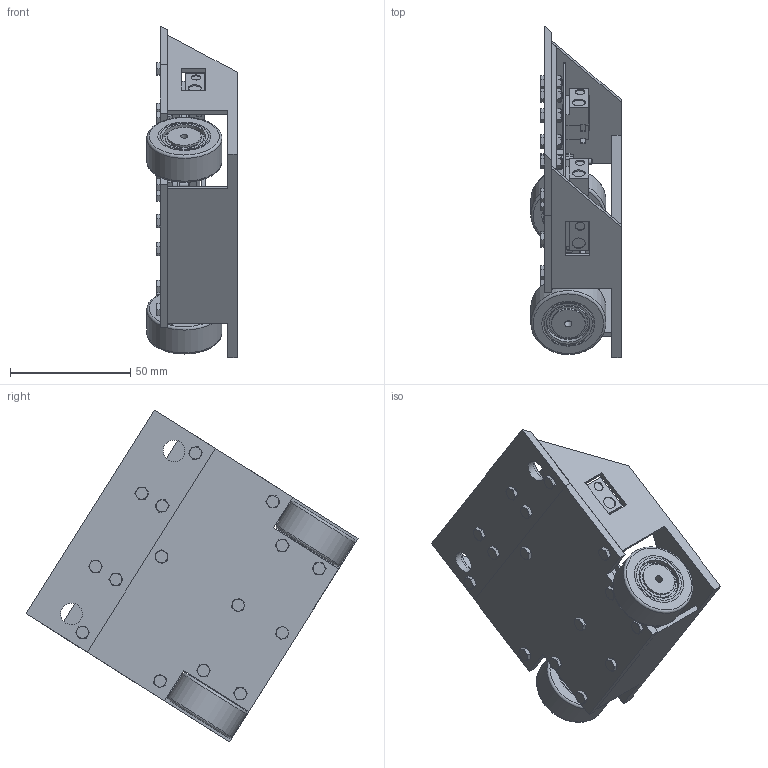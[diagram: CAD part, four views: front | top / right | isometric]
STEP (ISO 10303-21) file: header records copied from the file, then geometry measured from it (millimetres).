
FILE_DESCRIPTION(/* description */ (''),/* implementation_level */ '2;1');
FILE_NAME(/* name */ '2. P+K+O+PCB.stp',/* time_stamp */ '2016-11-21T09:34:28-08:00',/* author */ ('Shichi'),/* organization */ (''),/* preprocessor_version */ 'ST-DEVELOPER v16.5',/* originating_system */ 'Autodesk Inventor 2017',/* authorisation */ '');
FILE_SCHEMA (('AUTOMOTIVE_DESIGN { 1 0 10303 214 3 1 1 }'));
Products named in the file (24): 2. P+K+O+PCB; Podstawa+Kola+Obudowa; Podstawa_zlozona+Sruby; Podstawa_zlozona; Podstawa; Podstawa_1; Ostrze; AS 1110 - M2,5 x 8; AS 1110 - M2,5 x 12; AS 1110 - M2,5 x 20; AS 1110 - M2,5 x 25; Podstawa+silnik; Kolo+Opona; Opona; Kolo; POLOLU+mocowanie; Mounting_bracket; motor; obudowa; PCB + czujniki; PCB; czujnik; Podkladka; AS 1112 - M2,5  Type 5
Assembly tree (52 placements, depth 5):
  2. P+K+O+PCB
    Podstawa+Kola+Obudowa
      Podstawa_zlozona+Sruby
        Podstawa_zlozona
          Podstawa
          Podstawa_1
          Ostrze
        AS 1110 - M2,5 x 12  x6
        AS 1110 - M2,5 x 8  x6
        AS 1112 - M2,5  Type 5  x6
        AS 1110 - M2,5 x 20
        AS 1110 - M2,5 x 25  x2
      Podstawa+silnik  x2
        Kolo+Opona
          Opona
          Kolo
        POLOLU+mocowanie
          Mounting_bracket
          motor
      obudowa
      AS 1112 - M2,5  Type 5  x4
      Podkladka  x2
    PCB + czujniki
      PCB
      czujnik  x4
    Podkladka  x2
    AS 1112 - M2,5  Type 5  x2
Bounding box: 37.6 x 137.9 x 137.9 mm (x, y, z)
Volume: 92288.1 mm3; surface area: 85907.4 mm2
Topology: 48 solids, 48 shells, 1433 faces, 3372 edges, 2105 vertices
Faces by surface type: plane 870, cone 277, cylinder 250, torus 36
Full cylindrical faces by diameter (mm): 2 x10, 2.013 x12, 2.5 x57, 3 x2, 3.9 x2, 4 x6, 5 x17, 5.21 x4, 9 x2, 12 x2, 14 x2, 16 x2, 18 x4, 20 x2, 22 x2, 31.2 x2
Entity records: 16560 total; most frequent: CARTESIAN_POINT 3060, DIRECTION 2697, ORIENTED_EDGE 2458, EDGE_CURVE 1229, AXIS2_PLACEMENT_3D 950, VERTEX_POINT 841, LINE 797, VECTOR 797
